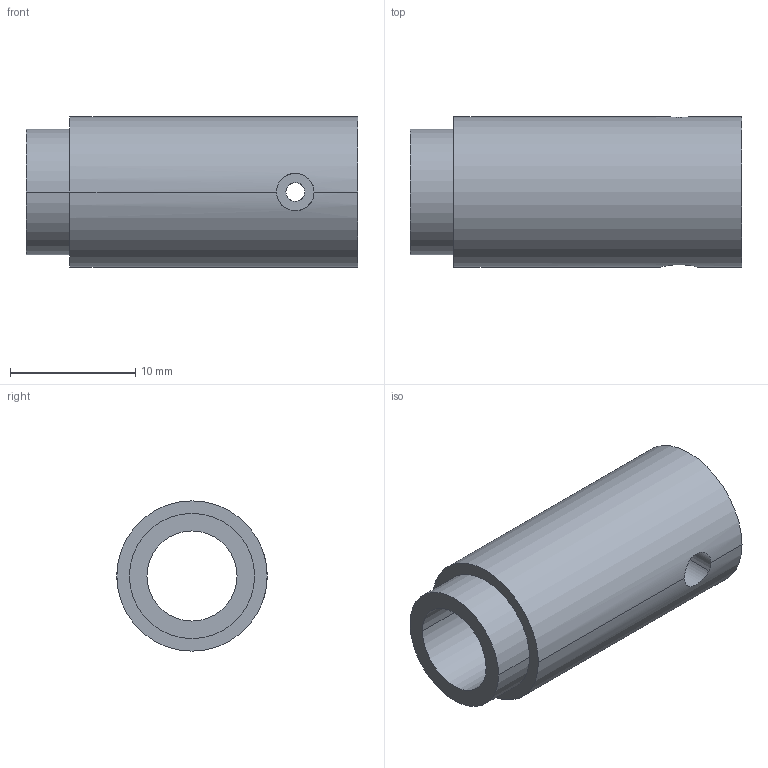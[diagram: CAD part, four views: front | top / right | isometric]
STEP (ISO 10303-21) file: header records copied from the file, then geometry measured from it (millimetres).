
FILE_DESCRIPTION(('CATIA V5 STEP Exchange'),'2;1');
FILE_NAME('Outil - Douille 12 - 00.stp','2019-07-25T14:00:10+00:00',('none'),('none'),'CATIA Version 5 Release 21 GA (IN-10)','CATIA V5 STEP AP203','none');
FILE_SCHEMA(('CONFIG_CONTROL_DESIGN'));
Length unit declared in the file: millimetre
Products named in the file (1): Outil - Douille 12 - 00
Bounding box: 26.5 x 12 x 12 mm (x, y, z)
Volume: 1767.8 mm3; surface area: 1745.7 mm2
Topology: 1 solids, 1 shells, 16 faces, 50 edges, 34 vertices
Faces by surface type: cylinder 12, plane 4
Entity records: 649 total; most frequent: CARTESIAN_POINT 206, ORIENTED_EDGE 100, DIRECTION 52, EDGE_CURVE 50, VERTEX_POINT 34, AXIS2_PLACEMENT_3D 26, EDGE_LOOP 20, VECTOR 18
